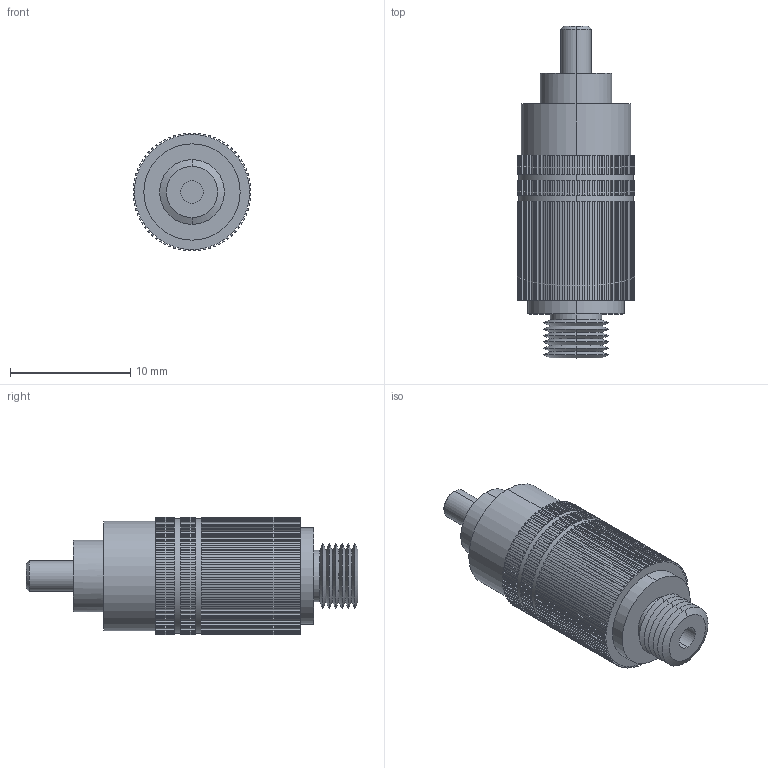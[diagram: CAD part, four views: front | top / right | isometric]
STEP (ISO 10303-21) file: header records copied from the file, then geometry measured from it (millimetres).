
FILE_DESCRIPTION (( 'STEP AP214' ), '1' );
FILE_NAME ('FOA-FCB9_3D.STEP', '2020-08-05T14:48:50', ( '' ), ( '' ), 'SwSTEP 2.0', 'SolidWorks 2018', '' );
FILE_SCHEMA (( 'AUTOMOTIVE_DESIGN' ));
Length unit declared in the file: inch
Products named in the file (1): FOA-FCB9_3D
Bounding box: 9.8 x 27.61 x 9.8 mm (x, y, z)
Volume: 1150.3 mm3; surface area: 1496.3 mm2
Topology: 1 solids, 1 shells, 1223 faces, 3307 edges, 2094 vertices
Faces by surface type: plane 949, cylinder 248, cone 26
Entity records: 42100 total; most frequent: CARTESIAN_POINT 6625, ORIENTED_EDGE 6614, DIRECTION 6549, EDGE_CURVE 3307, VECTOR 2513, LINE 2513, VERTEX_POINT 2094, AXIS2_PLACEMENT_3D 2018
